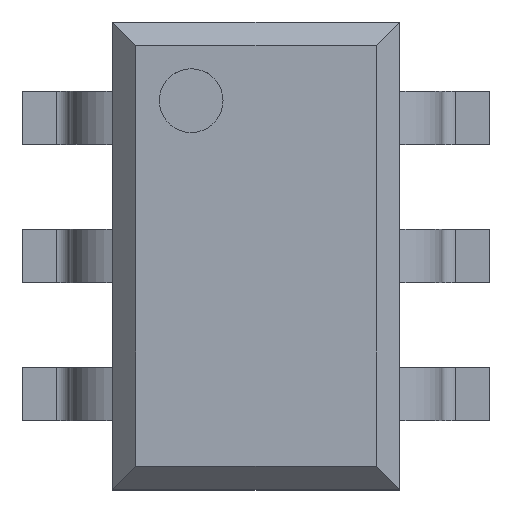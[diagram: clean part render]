
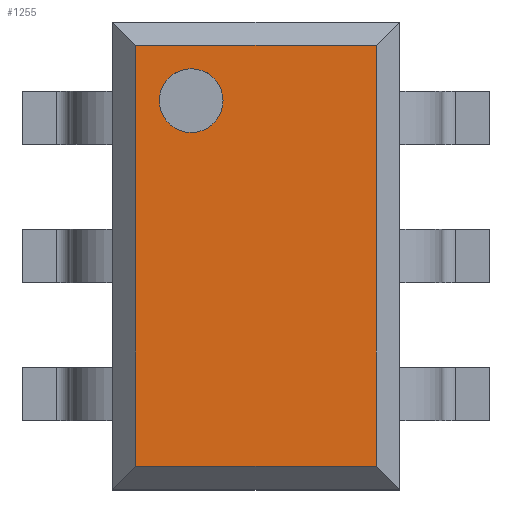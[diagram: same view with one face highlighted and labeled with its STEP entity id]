
A CAD part, top view. The second image highlights one B-rep face of the part: STEP entity #1255.
In plain terms, the highlighted planar face has unit normal (0, 0, 1).
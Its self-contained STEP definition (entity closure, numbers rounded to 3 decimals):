
#20=FACE_BOUND('',#176,.T.);
#103=FACE_OUTER_BOUND('',#175,.T.);
#175=EDGE_LOOP('',(#1073,#1074,#1075,#1076));
#176=EDGE_LOOP('',(#1077));
#216=CIRCLE('',#1354,0.15);
#334=LINE('',#2026,#463);
#338=LINE('',#2032,#467);
#340=LINE('',#2036,#469);
#343=LINE('',#2040,#472);
#463=VECTOR('',#1677,1.);
#467=VECTOR('',#1683,1.);
#469=VECTOR('',#1687,1.);
#472=VECTOR('',#1692,1.);
#580=VERTEX_POINT('',#2019);
#581=VERTEX_POINT('',#2024);
#582=VERTEX_POINT('',#2025);
#583=VERTEX_POINT('',#2031);
#584=VERTEX_POINT('',#2035);
#739=EDGE_CURVE('',#580,#580,#216,.T.);
#740=EDGE_CURVE('',#581,#582,#334,.T.);
#744=EDGE_CURVE('',#582,#583,#338,.T.);
#746=EDGE_CURVE('',#584,#581,#340,.T.);
#749=EDGE_CURVE('',#583,#584,#343,.T.);
#1073=ORIENTED_EDGE('',*,*,#740,.F.);
#1074=ORIENTED_EDGE('',*,*,#746,.F.);
#1075=ORIENTED_EDGE('',*,*,#749,.F.);
#1076=ORIENTED_EDGE('',*,*,#744,.F.);
#1077=ORIENTED_EDGE('',*,*,#739,.T.);
#1130=PLANE('',#1361);
#1255=ADVANCED_FACE('',(#103,#20),#1130,.T.);
#1354=AXIS2_PLACEMENT_3D('',#2021,#1671,#1672);
#1361=AXIS2_PLACEMENT_3D('',#2043,#1696,#1697);
#1671=DIRECTION('center_axis',(0.,0.,-1.));
#1672=DIRECTION('ref_axis',(1.,0.,0.));
#1677=DIRECTION('',(0.,-1.,0.));
#1683=DIRECTION('',(-1.,0.,0.));
#1687=DIRECTION('',(1.,0.,0.));
#1692=DIRECTION('',(0.,1.,0.));
#1696=DIRECTION('center_axis',(0.,0.,1.));
#1697=DIRECTION('ref_axis',(1.,0.,0.));
#2019=CARTESIAN_POINT('',(-0.455,0.73,1.1));
#2021=CARTESIAN_POINT('Origin',(-0.305,0.73,1.1));
#2024=CARTESIAN_POINT('',(0.565,0.99,1.1));
#2025=CARTESIAN_POINT('',(0.565,-0.99,1.1));
#2026=CARTESIAN_POINT('',(0.565,0.,1.1));
#2031=CARTESIAN_POINT('',(-0.565,-0.99,1.1));
#2032=CARTESIAN_POINT('',(0.,-0.99,1.1));
#2035=CARTESIAN_POINT('',(-0.565,0.99,1.1));
#2036=CARTESIAN_POINT('',(0.,0.99,1.1));
#2040=CARTESIAN_POINT('',(-0.565,0.,1.1));
#2043=CARTESIAN_POINT('Origin',(0.,0.,1.1));
